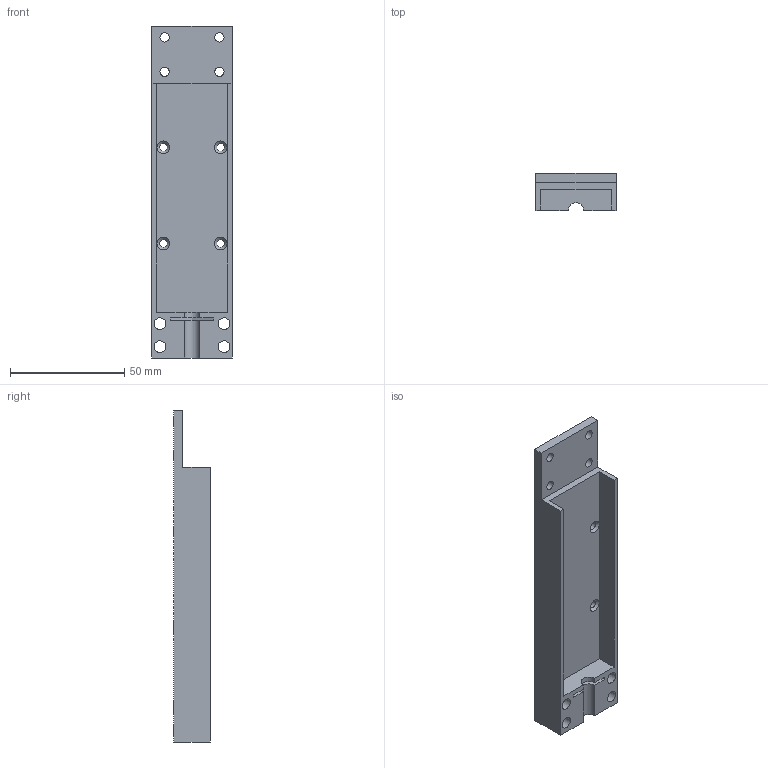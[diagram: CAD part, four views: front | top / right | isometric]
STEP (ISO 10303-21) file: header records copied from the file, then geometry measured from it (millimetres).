
FILE_DESCRIPTION(/* description */ (''),/* implementation_level */ '2;1');
FILE_NAME(/* name */ 'platform_bottom_1cc v2.step',/* time_stamp */ '2024-10-21T12:16:36-07:00',/* author */ (''),/* organization */ (''),/* preprocessor_version */ 'ST-DEVELOPER v20',/* originating_system */ 'Autodesk Translation Framework v13.20.0.188',/* authorisation */ '');
FILE_SCHEMA (('AUTOMOTIVE_DESIGN { 1 0 10303 214 3 1 1 }'));
Length unit declared in the file: millimetre
Products named in the file (1): platform_bottom_1cc
Bounding box: 35 x 16 x 145 mm (x, y, z)
Volume: 40564.4 mm3; surface area: 18442.1 mm2
Topology: 1 solids, 1 shells, 37 faces, 101 edges, 66 vertices
Faces by surface type: plane 19, cylinder 14, cone 4
Full cylindrical faces by diameter (mm): 3.4 x4, 4 x4, 5.1 x4
Entity records: 1256 total; most frequent: DIRECTION 209, CARTESIAN_POINT 205, ORIENTED_EDGE 202, EDGE_CURVE 101, AXIS2_PLACEMENT_3D 70, LINE 69, VECTOR 69, VERTEX_POINT 66
